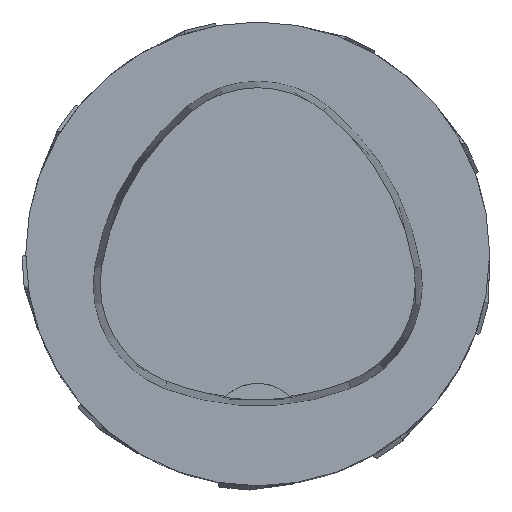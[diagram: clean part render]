
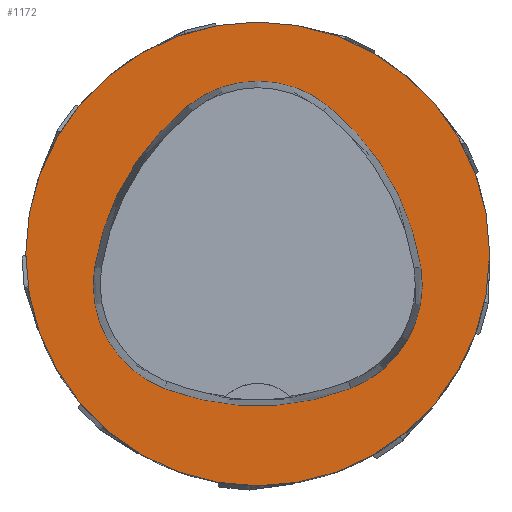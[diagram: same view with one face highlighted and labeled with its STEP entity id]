
A CAD part, top view. The second image highlights one B-rep face of the part: STEP entity #1172.
In plain terms, the highlighted planar face has unit normal (0, 0, 1).
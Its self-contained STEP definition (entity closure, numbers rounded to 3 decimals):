
#370=PLANE('',#6313);
#1172=ADVANCED_FACE('',(#2140,#2141),#370,.T.);
#2140=FACE_BOUND('',#2527,.T.);
#2141=FACE_BOUND('',#2528,.T.);
#2527=EDGE_LOOP('',(#3995,#3996,#3997,#3998,#3999,#4000));
#2528=EDGE_LOOP('',(#4001));
#3995=ORIENTED_EDGE('',*,*,#5352,.T.);
#3996=ORIENTED_EDGE('',*,*,#5332,.T.);
#3997=ORIENTED_EDGE('',*,*,#5336,.T.);
#3998=ORIENTED_EDGE('',*,*,#5339,.T.);
#3999=ORIENTED_EDGE('',*,*,#5342,.T.);
#4000=ORIENTED_EDGE('',*,*,#5350,.T.);
#4001=ORIENTED_EDGE('',*,*,#4633,.F.);
#4089=VERTEX_POINT('',#8025);
#4593=VERTEX_POINT('',#26824);
#4594=VERTEX_POINT('',#26825);
#4597=VERTEX_POINT('',#26833);
#4599=VERTEX_POINT('',#26839);
#4601=VERTEX_POINT('',#26845);
#4608=VERTEX_POINT('',#26866);
#4633=EDGE_CURVE('',#4089,#4089,#5385,.T.);
#5332=EDGE_CURVE('',#4593,#4594,#5509,.T.);
#5336=EDGE_CURVE('',#4594,#4597,#5511,.T.);
#5339=EDGE_CURVE('',#4597,#4599,#5513,.T.);
#5342=EDGE_CURVE('',#4599,#4601,#5515,.T.);
#5350=EDGE_CURVE('',#4601,#4608,#5519,.T.);
#5352=EDGE_CURVE('',#4608,#4593,#5521,.T.);
#5385=CIRCLE('',#5683,25.);
#5509=CIRCLE('',#6291,28.);
#5511=CIRCLE('',#6294,12.);
#5513=CIRCLE('',#6297,28.);
#5515=CIRCLE('',#6300,12.);
#5519=CIRCLE('',#6305,28.);
#5521=CIRCLE('',#6308,12.);
#5683=AXIS2_PLACEMENT_3D('',#8024,#6391,#6392);
#6291=AXIS2_PLACEMENT_3D('',#26823,#7845,#7846);
#6294=AXIS2_PLACEMENT_3D('',#26832,#7853,#7854);
#6297=AXIS2_PLACEMENT_3D('',#26838,#7860,#7861);
#6300=AXIS2_PLACEMENT_3D('',#26844,#7867,#7868);
#6305=AXIS2_PLACEMENT_3D('',#26867,#7879,#7880);
#6308=AXIS2_PLACEMENT_3D('',#26870,#7885,#7886);
#6313=AXIS2_PLACEMENT_3D('',#26875,#7895,#7896);
#6391=DIRECTION('',(0.,0.,-1.));
#6392=DIRECTION('',(-1.,0.,0.));
#7845=DIRECTION('',(0.,0.,-1.));
#7846=DIRECTION('',(-1.,0.,0.));
#7853=DIRECTION('',(0.,0.,-1.));
#7854=DIRECTION('',(-1.,0.,0.));
#7860=DIRECTION('',(0.,0.,-1.));
#7861=DIRECTION('',(-1.,0.,0.));
#7867=DIRECTION('',(0.,0.,-1.));
#7868=DIRECTION('',(-1.,0.,0.));
#7879=DIRECTION('',(0.,0.,-1.));
#7880=DIRECTION('',(-1.,0.,0.));
#7885=DIRECTION('',(0.,0.,-1.));
#7886=DIRECTION('',(-1.,0.,0.));
#7895=DIRECTION('',(0.,0.,1.));
#7896=DIRECTION('',(1.,0.,0.));
#8024=CARTESIAN_POINT('',(0.,0.,0.));
#8025=CARTESIAN_POINT('',(-25.,0.,0.));
#26823=CARTESIAN_POINT('',(10.068,-5.824,0.));
#26824=CARTESIAN_POINT('',(-17.584,-1.424,0.));
#26825=CARTESIAN_POINT('',(-7.531,15.953,0.));
#26832=CARTESIAN_POINT('',(0.011,6.62,0.));
#26833=CARTESIAN_POINT('',(7.567,15.942,0.));
#26838=CARTESIAN_POINT('',(-10.063,-5.81,0.));
#26839=CARTESIAN_POINT('',(17.59,-1.418,0.));
#26844=CARTESIAN_POINT('',(5.739,-3.3,0.));
#26845=CARTESIAN_POINT('',(10.05,-14.499,0.));
#26866=CARTESIAN_POINT('',(-10.025,-14.516,0.));
#26867=CARTESIAN_POINT('',(-0.01,11.631,0.));
#26870=CARTESIAN_POINT('',(-5.733,-3.31,0.));
#26875=CARTESIAN_POINT('',(0.,0.,0.));
